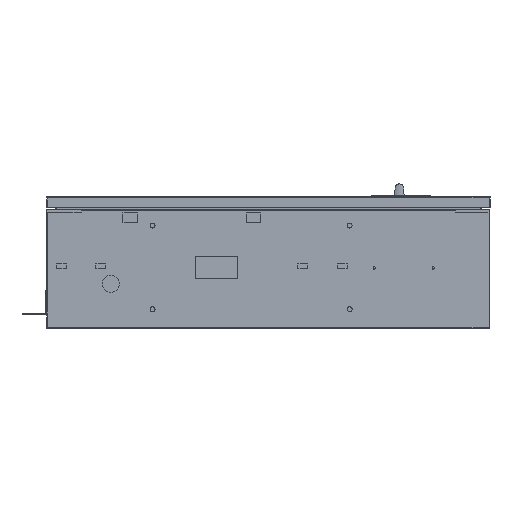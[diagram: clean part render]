
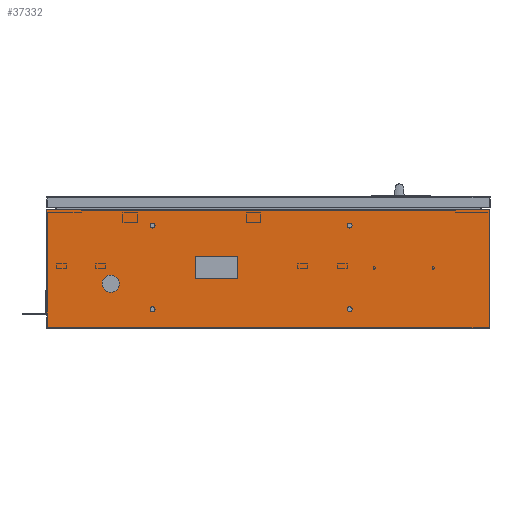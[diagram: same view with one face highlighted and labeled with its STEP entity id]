
A CAD part, left-side view. The second image highlights one B-rep face of the part: STEP entity #37332.
In plain terms, the highlighted planar face has unit normal (-1, 0, 0).
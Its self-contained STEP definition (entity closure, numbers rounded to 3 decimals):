
#24 = VERTEX_POINT ( 'NONE', #33605 ) ;
#320 = FACE_OUTER_BOUND ( 'NONE', #4467, .T. ) ;
#676 = CARTESIAN_POINT ( 'NONE',  ( 131.605, 440.654, 821.342 ) ) ;
#1344 = CARTESIAN_POINT ( 'NONE',  ( 131.605, 440.654, 775.342 ) ) ;
#1742 = DIRECTION ( 'NONE',  ( 0., 0., -1. ) ) ;
#2087 = ORIENTED_EDGE ( 'NONE', *, *, #31596, .F. ) ;
#2214 = CARTESIAN_POINT ( 'NONE',  ( 131.605, 354.654, 775.342 ) ) ;
#2280 = PLANE ( 'NONE',  #2595 ) ;
#2595 = AXIS2_PLACEMENT_3D ( 'NONE', #37528, #27063, #16241 ) ;
#2704 = VERTEX_POINT ( 'NONE', #42661 ) ;
#3684 = FACE_BOUND ( 'NONE', #23781, .T. ) ;
#4106 = CARTESIAN_POINT ( 'NONE',  ( 131.605, 527.654, 713.342 ) ) ;
#4318 = LINE ( 'NONE', #36512, #42954 ) ;
#4407 = LINE ( 'NONE', #43058, #23486 ) ;
#4467 = EDGE_LOOP ( 'NONE', ( #12236, #20547, #38820, #5971 ) ) ;
#5971 = ORIENTED_EDGE ( 'NONE', *, *, #9778, .F. ) ;
#6429 = CARTESIAN_POINT ( 'NONE',  ( 131.605, 527.654, 883.342 ) ) ;
#6762 = CARTESIAN_POINT ( 'NONE',  ( 131.605, 127.654, 883.342 ) ) ;
#6798 = CARTESIAN_POINT ( 'NONE',  ( 131.605, 440.654, 821.342 ) ) ;
#7014 = EDGE_CURVE ( 'NONE', #2704, #21405, #37545, .T. ) ;
#7082 = DIRECTION ( 'NONE',  ( 0., 0., -1. ) ) ;
#7364 = VERTEX_POINT ( 'NONE', #37149 ) ;
#7398 = DIRECTION ( 'NONE',  ( 0., 0., 1. ) ) ;
#7965 = CARTESIAN_POINT ( 'NONE',  ( 131.605, 127.654, 888.342 ) ) ;
#9629 = LINE ( 'NONE', #13453, #13422 ) ;
#9778 = EDGE_CURVE ( 'NONE', #36770, #44070, #31656, .T. ) ;
#10033 = DIRECTION ( 'NONE',  ( -1., 0., 0. ) ) ;
#10094 = ORIENTED_EDGE ( 'NONE', *, *, #28257, .F. ) ;
#10199 = DIRECTION ( 'NONE',  ( 0., 0., 1. ) ) ;
#10220 = DIRECTION ( 'NONE',  ( -1., 0., 0. ) ) ;
#10348 = EDGE_CURVE ( 'NONE', #36474, #36474, #36619, .T. ) ;
#10384 = DIRECTION ( 'NONE',  ( -1., 0., 0. ) ) ;
#10451 = ORIENTED_EDGE ( 'NONE', *, *, #7014, .F. ) ;
#10872 = CIRCLE ( 'NONE', #18889, 5. ) ;
#11216 = VECTOR ( 'NONE', #39221, 1000. ) ;
#11400 = LINE ( 'NONE', #30587, #18668 ) ;
#12090 = FACE_BOUND ( 'NONE', #40825, .T. ) ;
#12236 = ORIENTED_EDGE ( 'NONE', *, *, #30677, .T. ) ;
#12317 = VERTEX_POINT ( 'NONE', #17847 ) ;
#12574 = VECTOR ( 'NONE', #40848, 1000. ) ;
#13145 = DIRECTION ( 'NONE',  ( 0., 0., -1. ) ) ;
#13229 = FACE_BOUND ( 'NONE', #30248, .T. ) ;
#13422 = VECTOR ( 'NONE', #13145, 1000. ) ;
#13453 = CARTESIAN_POINT ( 'NONE',  ( 131.605, 440.654, 775.342 ) ) ;
#15152 = ORIENTED_EDGE ( 'NONE', *, *, #24981, .F. ) ;
#15811 = EDGE_CURVE ( 'NONE', #44070, #7364, #25067, .T. ) ;
#15877 = EDGE_CURVE ( 'NONE', #12317, #7364, #4318, .T. ) ;
#16241 = DIRECTION ( 'NONE',  ( 0., 0., -1. ) ) ;
#16892 = VERTEX_POINT ( 'NONE', #38835 ) ;
#17606 = EDGE_CURVE ( 'NONE', #16892, #16892, #10872, .T. ) ;
#17778 = EDGE_LOOP ( 'NONE', ( #34402 ) ) ;
#17847 = CARTESIAN_POINT ( 'NONE',  ( 131.605, 742.654, 675.342 ) ) ;
#18211 = DIRECTION ( 'NONE',  ( -1., 0., 0. ) ) ;
#18668 = VECTOR ( 'NONE', #1742, 1000. ) ;
#18889 = AXIS2_PLACEMENT_3D ( 'NONE', #4106, #18211, #32629 ) ;
#19144 = CIRCLE ( 'NONE', #21236, 5. ) ;
#19666 = ORIENTED_EDGE ( 'NONE', *, *, #23460, .F. ) ;
#20256 = CARTESIAN_POINT ( 'NONE',  ( 131.605, -157.346, 915.342 ) ) ;
#20506 = FACE_BOUND ( 'NONE', #36035, .T. ) ;
#20547 = ORIENTED_EDGE ( 'NONE', *, *, #15877, .T. ) ;
#21236 = AXIS2_PLACEMENT_3D ( 'NONE', #6762, #10384, #34803 ) ;
#21262 = ORIENTED_EDGE ( 'NONE', *, *, #17606, .F. ) ;
#21405 = VERTEX_POINT ( 'NONE', #676 ) ;
#23460 = EDGE_CURVE ( 'NONE', #37595, #37595, #19144, .T. ) ;
#23486 = VECTOR ( 'NONE', #7398, 1000. ) ;
#23781 = EDGE_LOOP ( 'NONE', ( #21262 ) ) ;
#24981 = EDGE_CURVE ( 'NONE', #21405, #37078, #9629, .T. ) ;
#25067 = LINE ( 'NONE', #35588, #26763 ) ;
#26763 = VECTOR ( 'NONE', #7082, 1000. ) ;
#26895 = LINE ( 'NONE', #1344, #40322 ) ;
#27063 = DIRECTION ( 'NONE',  ( 1., 0., 0. ) ) ;
#28257 = EDGE_CURVE ( 'NONE', #40912, #40912, #35184, .T. ) ;
#28566 = ORIENTED_EDGE ( 'NONE', *, *, #10348, .F. ) ;
#29165 = DIRECTION ( 'NONE',  ( 0., -1., 0. ) ) ;
#29553 = DIRECTION ( 'NONE',  ( 0., -1., 0. ) ) ;
#30047 = FACE_BOUND ( 'NONE', #17778, .T. ) ;
#30119 = AXIS2_PLACEMENT_3D ( 'NONE', #38595, #45618, #42302 ) ;
#30248 = EDGE_LOOP ( 'NONE', ( #19666 ) ) ;
#30587 = CARTESIAN_POINT ( 'NONE',  ( 131.605, 742.654, 915.342 ) ) ;
#30617 = VERTEX_POINT ( 'NONE', #2214 ) ;
#30632 = CIRCLE ( 'NONE', #38499, 5. ) ;
#30677 = EDGE_CURVE ( 'NONE', #36770, #12317, #11400, .T. ) ;
#31552 = EDGE_LOOP ( 'NONE', ( #28566 ) ) ;
#31596 = EDGE_CURVE ( 'NONE', #37078, #30617, #26895, .T. ) ;
#31656 = LINE ( 'NONE', #41451, #12574 ) ;
#32382 = CARTESIAN_POINT ( 'NONE',  ( 131.605, 127.654, 718.342 ) ) ;
#32629 = DIRECTION ( 'NONE',  ( 0., 0., 1. ) ) ;
#33605 = CARTESIAN_POINT ( 'NONE',  ( 131.605, 527.654, 888.342 ) ) ;
#34402 = ORIENTED_EDGE ( 'NONE', *, *, #43152, .F. ) ;
#34803 = DIRECTION ( 'NONE',  ( 0., 0., 1. ) ) ;
#35184 = CIRCLE ( 'NONE', #37565, 5. ) ;
#35568 = CARTESIAN_POINT ( 'NONE',  ( 131.605, 127.654, 713.342 ) ) ;
#35588 = CARTESIAN_POINT ( 'NONE',  ( 131.605, -157.346, 915.342 ) ) ;
#36035 = EDGE_LOOP ( 'NONE', ( #40772, #2087, #15152, #10451 ) ) ;
#36305 = CARTESIAN_POINT ( 'NONE',  ( 131.605, 440.654, 775.342 ) ) ;
#36474 = VERTEX_POINT ( 'NONE', #46444 ) ;
#36512 = CARTESIAN_POINT ( 'NONE',  ( 131.605, -157.346, 675.342 ) ) ;
#36619 = CIRCLE ( 'NONE', #30119, 17.5 ) ;
#36770 = VERTEX_POINT ( 'NONE', #45841 ) ;
#37078 = VERTEX_POINT ( 'NONE', #36305 ) ;
#37149 = CARTESIAN_POINT ( 'NONE',  ( 131.605, -157.346, 675.342 ) ) ;
#37332 = ADVANCED_FACE ( 'NONE', ( #30047, #3684, #13229, #12090, #20506, #38445, #320 ), #2280, .F. ) ;
#37528 = CARTESIAN_POINT ( 'NONE',  ( 131.605, -157.346, 915.342 ) ) ;
#37545 = LINE ( 'NONE', #6798, #11216 ) ;
#37565 = AXIS2_PLACEMENT_3D ( 'NONE', #35568, #10220, #38556 ) ;
#37595 = VERTEX_POINT ( 'NONE', #7965 ) ;
#38445 = FACE_BOUND ( 'NONE', #31552, .T. ) ;
#38499 = AXIS2_PLACEMENT_3D ( 'NONE', #6429, #10033, #10199 ) ;
#38556 = DIRECTION ( 'NONE',  ( 0., 0., 1. ) ) ;
#38595 = CARTESIAN_POINT ( 'NONE',  ( 131.605, 612.654, 765.342 ) ) ;
#38820 = ORIENTED_EDGE ( 'NONE', *, *, #15811, .F. ) ;
#38835 = CARTESIAN_POINT ( 'NONE',  ( 131.605, 527.654, 718.342 ) ) ;
#39221 = DIRECTION ( 'NONE',  ( 0., 1., 0. ) ) ;
#40322 = VECTOR ( 'NONE', #29553, 1000. ) ;
#40748 = EDGE_CURVE ( 'NONE', #30617, #2704, #4407, .T. ) ;
#40772 = ORIENTED_EDGE ( 'NONE', *, *, #40748, .F. ) ;
#40825 = EDGE_LOOP ( 'NONE', ( #10094 ) ) ;
#40848 = DIRECTION ( 'NONE',  ( 0., -1., 0. ) ) ;
#40912 = VERTEX_POINT ( 'NONE', #32382 ) ;
#41451 = CARTESIAN_POINT ( 'NONE',  ( 131.605, -157.346, 915.342 ) ) ;
#42302 = DIRECTION ( 'NONE',  ( 0., 0., 1. ) ) ;
#42661 = CARTESIAN_POINT ( 'NONE',  ( 131.605, 354.654, 821.342 ) ) ;
#42954 = VECTOR ( 'NONE', #29165, 1000. ) ;
#43058 = CARTESIAN_POINT ( 'NONE',  ( 131.605, 354.654, 775.342 ) ) ;
#43152 = EDGE_CURVE ( 'NONE', #24, #24, #30632, .T. ) ;
#44070 = VERTEX_POINT ( 'NONE', #20256 ) ;
#45618 = DIRECTION ( 'NONE',  ( -1., 0., 0. ) ) ;
#45841 = CARTESIAN_POINT ( 'NONE',  ( 131.605, 742.654, 915.342 ) ) ;
#46444 = CARTESIAN_POINT ( 'NONE',  ( 131.605, 612.654, 782.842 ) ) ;
